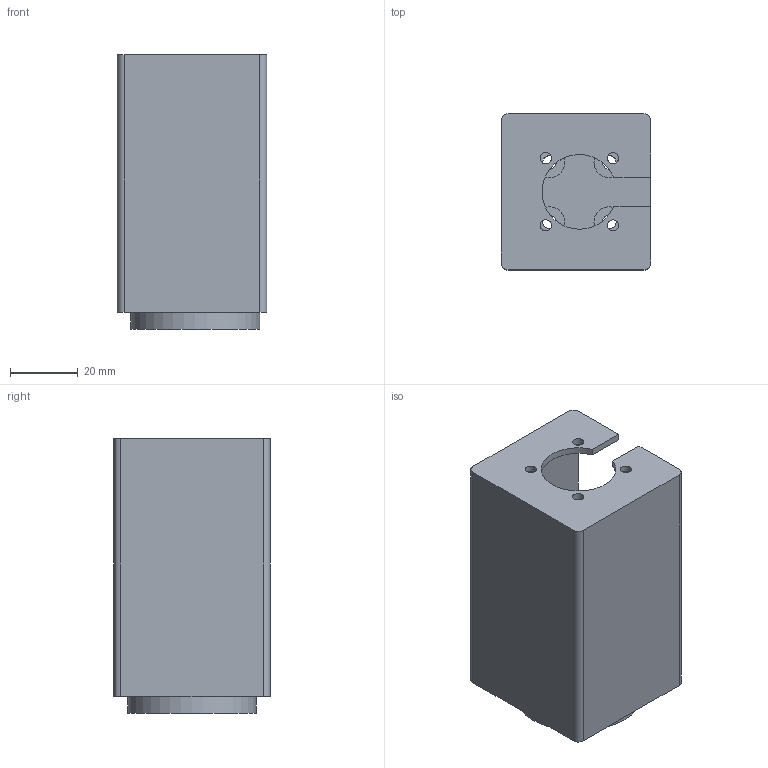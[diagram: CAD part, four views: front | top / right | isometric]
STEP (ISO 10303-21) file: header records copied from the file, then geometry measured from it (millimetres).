
FILE_DESCRIPTION(/* description */ ('STEP AP242','CAx-IF Rec.Pracs.---Representation and Presentation of Product Manufacturing Information (PMI)---4.0---2014-10-13','CAx-IF Rec.Pracs.---3D Tessellated Geometry---0.4---2014-09-14','2;1'),/* implementation_level */ '2;1');
FILE_NAME(/* name */ '687f149ec8a28a4a46a17ec9',/* time_stamp */ '2025-07-22T04:33:34Z',/* author */ (''),/* organization */ (''),/* preprocessor_version */ 'ST-DEVELOPER v20',/* originating_system */ 'ONSHAPE BY PTC INC, 1.201',/* authorisation */ ' ');
FILE_SCHEMA (('AP242_MANAGED_MODEL_BASED_3D_ENGINEERING_MIM_LF { 1 0 10303 442 1 1 4 }'));
Length unit declared in the file: metre
Products named in the file (1): Wrist Roll
Bounding box: 44 x 46 x 81 mm (x, y, z)
Volume: 33481 mm3; surface area: 27294.9 mm2
Topology: 1 solids, 1 shells, 38 faces, 89 edges, 58 vertices
Faces by surface type: plane 20, cylinder 18
Full cylindrical faces by diameter (mm): 3.3 x4, 4 x4, 9 x4, 38 x1
Entity records: 1086 total; most frequent: DIRECTION 190, CARTESIAN_POINT 173, ORIENTED_EDGE 152, EDGE_CURVE 76, AXIS2_PLACEMENT_3D 75, EDGE_LOOP 72, FACE_BOUND 72, VERTEX_POINT 58
